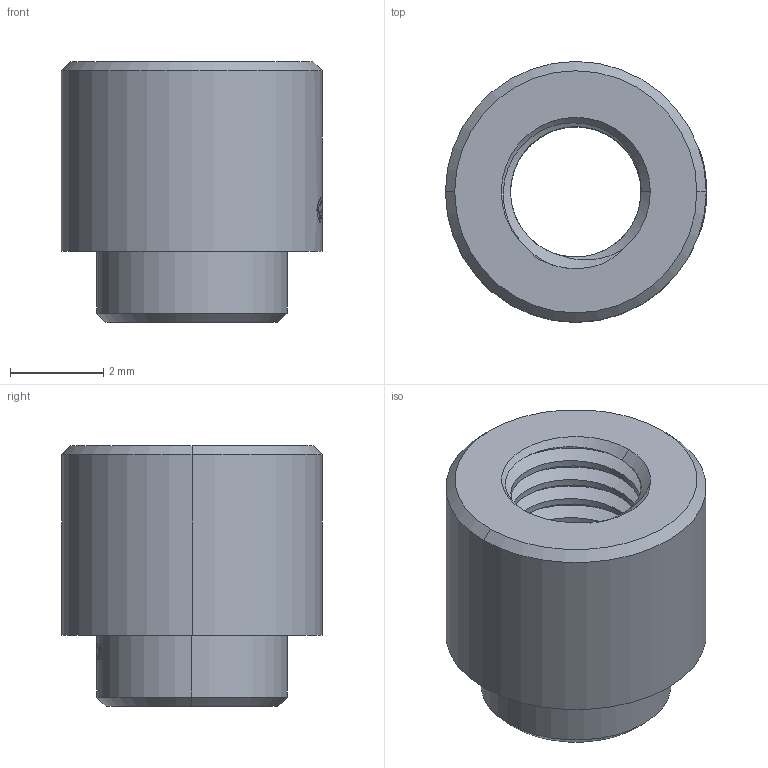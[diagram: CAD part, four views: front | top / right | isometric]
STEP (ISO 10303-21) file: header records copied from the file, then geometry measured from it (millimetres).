
FILE_DESCRIPTION (( 'STEP AP214' ), '1' );
FILE_NAME ('SMD_BD5.6-L5.6-W5.6-D4.1.step', '2022-07-26T09:04:20', ( '' ), ( '' ), 'SwSTEP 2.0', 'SolidWorks 2020', '' );
FILE_SCHEMA (( 'AUTOMOTIVE_DESIGN' ));
Length unit declared in the file: millimetre
Products named in the file (1): SMD_BD5.6-L5.6-W5.6-D4.1
Bounding box: 5.61 x 5.6 x 5.6 mm (x, y, z)
Volume: 79.7 mm3; surface area: 203.7 mm2
Topology: 1 solids, 1 shells, 324 faces, 881 edges, 587 vertices
Faces by surface type: bspline 144, plane 118, cylinder 52, cone 10
Entity records: 16894 total; most frequent: CARTESIAN_POINT 6462, ORIENTED_EDGE 1760, EDGE_CURVE 880, DIRECTION 876, VERTEX_POINT 585, B_SPLINE_CURVE_WITH_KNOTS 476, EDGE_LOOP 353, AXIS2_PLACEMENT_3D 335
